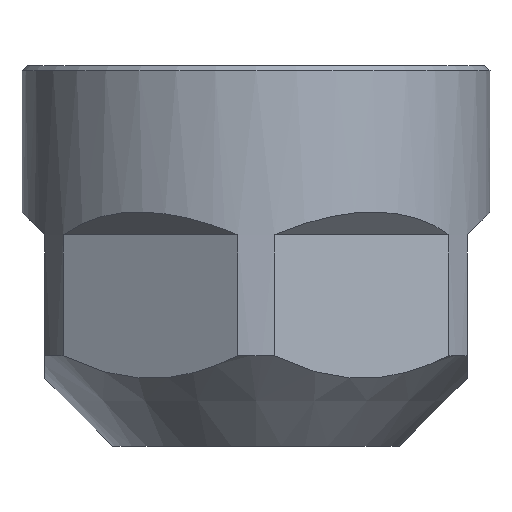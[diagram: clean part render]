
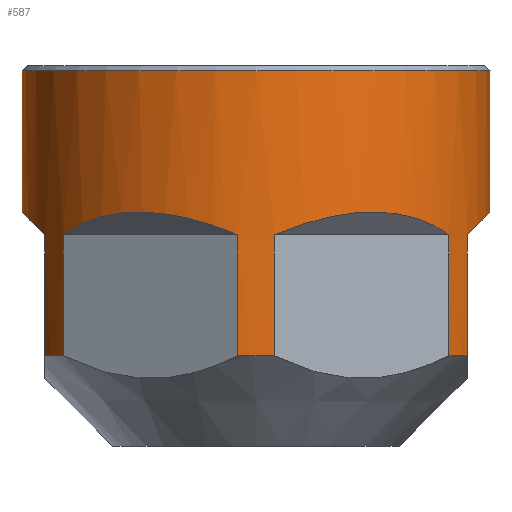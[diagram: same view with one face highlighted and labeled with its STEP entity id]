
A CAD part, left-side view. The second image highlights one B-rep face of the part: STEP entity #587.
In plain terms, the highlighted cylindrical face has radius 13.85 mm (diameter 27.7 mm), a full revolution.
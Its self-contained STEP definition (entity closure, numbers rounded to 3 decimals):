
#38=CIRCLE('',#632,13.85);
#39=CIRCLE('',#633,13.85);
#40=CIRCLE('',#634,13.85);
#41=CIRCLE('',#635,13.85);
#42=CIRCLE('',#636,13.85);
#43=CIRCLE('',#637,13.85);
#44=CIRCLE('',#642,13.85);
#49=CYLINDRICAL_SURFACE('',#643,13.85);
#50=ELLIPSE('',#595,19.587,13.85);
#51=ELLIPSE('',#598,19.587,13.85);
#52=ELLIPSE('',#601,19.587,13.85);
#53=ELLIPSE('',#604,19.587,13.85);
#54=ELLIPSE('',#607,19.587,13.85);
#55=ELLIPSE('',#640,19.587,13.85);
#135=ORIENTED_EDGE('',*,*,#207,.T.);
#136=ORIENTED_EDGE('',*,*,#205,.F.);
#137=ORIENTED_EDGE('',*,*,#197,.T.);
#138=ORIENTED_EDGE('',*,*,#160,.T.);
#139=ORIENTED_EDGE('',*,*,#164,.T.);
#140=ORIENTED_EDGE('',*,*,#162,.F.);
#141=ORIENTED_EDGE('',*,*,#203,.T.);
#142=ORIENTED_EDGE('',*,*,#165,.T.);
#143=ORIENTED_EDGE('',*,*,#169,.T.);
#144=ORIENTED_EDGE('',*,*,#167,.F.);
#145=ORIENTED_EDGE('',*,*,#202,.T.);
#146=ORIENTED_EDGE('',*,*,#170,.T.);
#147=ORIENTED_EDGE('',*,*,#174,.T.);
#148=ORIENTED_EDGE('',*,*,#172,.F.);
#149=ORIENTED_EDGE('',*,*,#201,.T.);
#150=ORIENTED_EDGE('',*,*,#175,.T.);
#151=ORIENTED_EDGE('',*,*,#179,.T.);
#152=ORIENTED_EDGE('',*,*,#177,.F.);
#153=ORIENTED_EDGE('',*,*,#200,.T.);
#154=ORIENTED_EDGE('',*,*,#180,.T.);
#155=ORIENTED_EDGE('',*,*,#184,.T.);
#156=ORIENTED_EDGE('',*,*,#182,.F.);
#157=ORIENTED_EDGE('',*,*,#199,.T.);
#158=ORIENTED_EDGE('',*,*,#204,.T.);
#159=ORIENTED_EDGE('',*,*,#208,.F.);
#160=EDGE_CURVE('',#209,#210,#246,.T.);
#162=EDGE_CURVE('',#211,#212,#247,.T.);
#164=EDGE_CURVE('',#210,#212,#50,.T.);
#165=EDGE_CURVE('',#213,#214,#249,.T.);
#167=EDGE_CURVE('',#215,#216,#250,.T.);
#169=EDGE_CURVE('',#214,#216,#51,.T.);
#170=EDGE_CURVE('',#217,#218,#252,.T.);
#172=EDGE_CURVE('',#219,#220,#253,.T.);
#174=EDGE_CURVE('',#218,#220,#52,.T.);
#175=EDGE_CURVE('',#221,#222,#255,.T.);
#177=EDGE_CURVE('',#223,#224,#256,.T.);
#179=EDGE_CURVE('',#222,#224,#53,.T.);
#180=EDGE_CURVE('',#225,#226,#258,.T.);
#182=EDGE_CURVE('',#227,#228,#259,.T.);
#184=EDGE_CURVE('',#226,#228,#54,.T.);
#197=EDGE_CURVE('',#241,#209,#38,.T.);
#199=EDGE_CURVE('',#227,#242,#39,.T.);
#200=EDGE_CURVE('',#223,#225,#40,.T.);
#201=EDGE_CURVE('',#219,#221,#41,.T.);
#202=EDGE_CURVE('',#215,#217,#42,.T.);
#203=EDGE_CURVE('',#211,#213,#43,.T.);
#204=EDGE_CURVE('',#242,#243,#261,.T.);
#205=EDGE_CURVE('',#241,#244,#262,.T.);
#207=EDGE_CURVE('',#243,#244,#55,.T.);
#208=EDGE_CURVE('',#245,#245,#44,.T.);
#209=VERTEX_POINT('',#769);
#210=VERTEX_POINT('',#770);
#211=VERTEX_POINT('',#778);
#212=VERTEX_POINT('',#780);
#213=VERTEX_POINT('',#786);
#214=VERTEX_POINT('',#787);
#215=VERTEX_POINT('',#795);
#216=VERTEX_POINT('',#797);
#217=VERTEX_POINT('',#803);
#218=VERTEX_POINT('',#804);
#219=VERTEX_POINT('',#812);
#220=VERTEX_POINT('',#814);
#221=VERTEX_POINT('',#820);
#222=VERTEX_POINT('',#821);
#223=VERTEX_POINT('',#829);
#224=VERTEX_POINT('',#831);
#225=VERTEX_POINT('',#837);
#226=VERTEX_POINT('',#838);
#227=VERTEX_POINT('',#846);
#228=VERTEX_POINT('',#848);
#241=VERTEX_POINT('',#889);
#242=VERTEX_POINT('',#897);
#243=VERTEX_POINT('',#905);
#244=VERTEX_POINT('',#907);
#245=VERTEX_POINT('',#913);
#246=LINE('',#768,#264);
#247=LINE('',#779,#265);
#249=LINE('',#785,#267);
#250=LINE('',#796,#268);
#252=LINE('',#802,#270);
#253=LINE('',#813,#271);
#255=LINE('',#819,#273);
#256=LINE('',#830,#274);
#258=LINE('',#836,#276);
#259=LINE('',#847,#277);
#261=LINE('',#904,#279);
#262=LINE('',#906,#280);
#264=VECTOR('',#648,1000.);
#265=VECTOR('',#649,1000.);
#267=VECTOR('',#657,1000.);
#268=VECTOR('',#658,1000.);
#270=VECTOR('',#666,1000.);
#271=VECTOR('',#667,1000.);
#273=VECTOR('',#675,1000.);
#274=VECTOR('',#676,1000.);
#276=VECTOR('',#684,1000.);
#277=VECTOR('',#685,1000.);
#279=VECTOR('',#753,1000.);
#280=VECTOR('',#754,1000.);
#320=EDGE_LOOP('',(#135,#136,#137,#138,#139,#140,#141,#142,#143,#144,#145,
#146,#147,#148,#149,#150,#151,#152,#153,#154,#155,#156,#157,#158));
#321=EDGE_LOOP('',(#159));
#360=FACE_BOUND('',#320,.T.);
#361=FACE_BOUND('',#321,.T.);
#587=ADVANCED_FACE('',(#360,#361),#49,.T.);
#595=AXIS2_PLACEMENT_3D('',#783,#653,#654);
#598=AXIS2_PLACEMENT_3D('',#800,#662,#663);
#601=AXIS2_PLACEMENT_3D('',#817,#671,#672);
#604=AXIS2_PLACEMENT_3D('',#834,#680,#681);
#607=AXIS2_PLACEMENT_3D('',#851,#689,#690);
#632=AXIS2_PLACEMENT_3D('',#888,#739,#740);
#633=AXIS2_PLACEMENT_3D('',#898,#741,#742);
#634=AXIS2_PLACEMENT_3D('',#899,#743,#744);
#635=AXIS2_PLACEMENT_3D('',#900,#745,#746);
#636=AXIS2_PLACEMENT_3D('',#901,#747,#748);
#637=AXIS2_PLACEMENT_3D('',#902,#749,#750);
#640=AXIS2_PLACEMENT_3D('',#910,#758,#759);
#642=AXIS2_PLACEMENT_3D('',#912,#762,#763);
#643=AXIS2_PLACEMENT_3D('',#914,#764,#765);
#648=DIRECTION('',(0.,0.,1.));
#649=DIRECTION('',(0.,0.,1.));
#653=DIRECTION('',(0.612,0.354,0.707));
#654=DIRECTION('',(-0.612,-0.354,0.707));
#657=DIRECTION('',(0.,0.,1.));
#658=DIRECTION('',(0.,0.,1.));
#662=DIRECTION('',(0.,0.707,0.707));
#663=DIRECTION('',(0.,-0.707,0.707));
#666=DIRECTION('',(0.,0.,1.));
#667=DIRECTION('',(0.,0.,1.));
#671=DIRECTION('',(-0.612,0.354,0.707));
#672=DIRECTION('',(0.612,-0.354,0.707));
#675=DIRECTION('',(0.,0.,1.));
#676=DIRECTION('',(0.,0.,1.));
#680=DIRECTION('',(-0.612,-0.354,0.707));
#681=DIRECTION('',(0.612,0.354,0.707));
#684=DIRECTION('',(0.,0.,1.));
#685=DIRECTION('',(0.,0.,1.));
#689=DIRECTION('',(0.,-0.707,0.707));
#690=DIRECTION('',(0.,0.707,0.707));
#739=DIRECTION('',(0.,0.,1.));
#740=DIRECTION('',(1.,0.,0.));
#741=DIRECTION('',(0.,0.,1.));
#742=DIRECTION('',(1.,0.,0.));
#743=DIRECTION('',(0.,0.,1.));
#744=DIRECTION('',(1.,0.,0.));
#745=DIRECTION('',(0.,0.,1.));
#746=DIRECTION('',(1.,0.,0.));
#747=DIRECTION('',(0.,0.,1.));
#748=DIRECTION('',(1.,0.,0.));
#749=DIRECTION('',(0.,0.,1.));
#750=DIRECTION('',(1.,0.,0.));
#753=DIRECTION('',(0.,0.,1.));
#754=DIRECTION('',(0.,0.,1.));
#758=DIRECTION('',(0.612,-0.354,0.707));
#759=DIRECTION('',(-0.612,0.354,0.707));
#762=DIRECTION('',(0.,0.,1.));
#763=DIRECTION('',(1.,0.,0.));
#764=DIRECTION('',(0.,0.,-1.));
#765=DIRECTION('',(1.,0.,0.));
#768=CARTESIAN_POINT('',(-13.807,-1.085,60.));
#769=CARTESIAN_POINT('',(-13.807,-1.085,5.35));
#770=CARTESIAN_POINT('',(-13.807,-1.085,12.5));
#778=CARTESIAN_POINT('',(-7.843,-11.415,5.35));
#779=CARTESIAN_POINT('',(-7.843,-11.415,60.));
#780=CARTESIAN_POINT('',(-7.843,-11.415,12.5));
#783=CARTESIAN_POINT('',(0.,0.,0.));
#785=CARTESIAN_POINT('',(-5.964,-12.5,60.));
#786=CARTESIAN_POINT('',(-5.964,-12.5,5.35));
#787=CARTESIAN_POINT('',(-5.964,-12.5,12.5));
#795=CARTESIAN_POINT('',(5.964,-12.5,5.35));
#796=CARTESIAN_POINT('',(5.964,-12.5,60.));
#797=CARTESIAN_POINT('',(5.964,-12.5,12.5));
#800=CARTESIAN_POINT('',(0.,0.,0.));
#802=CARTESIAN_POINT('',(7.843,-11.415,60.));
#803=CARTESIAN_POINT('',(7.843,-11.415,5.35));
#804=CARTESIAN_POINT('',(7.843,-11.415,12.5));
#812=CARTESIAN_POINT('',(13.807,-1.085,5.35));
#813=CARTESIAN_POINT('',(13.807,-1.085,60.));
#814=CARTESIAN_POINT('',(13.807,-1.085,12.5));
#817=CARTESIAN_POINT('',(0.,0.,0.));
#819=CARTESIAN_POINT('',(13.807,1.085,60.));
#820=CARTESIAN_POINT('',(13.807,1.085,5.35));
#821=CARTESIAN_POINT('',(13.807,1.085,12.5));
#829=CARTESIAN_POINT('',(7.843,11.415,5.35));
#830=CARTESIAN_POINT('',(7.843,11.415,60.));
#831=CARTESIAN_POINT('',(7.843,11.415,12.5));
#834=CARTESIAN_POINT('',(0.,0.,0.));
#836=CARTESIAN_POINT('',(5.964,12.5,60.));
#837=CARTESIAN_POINT('',(5.964,12.5,5.35));
#838=CARTESIAN_POINT('',(5.964,12.5,12.5));
#846=CARTESIAN_POINT('',(-5.964,12.5,5.35));
#847=CARTESIAN_POINT('',(-5.964,12.5,60.));
#848=CARTESIAN_POINT('',(-5.964,12.5,12.5));
#851=CARTESIAN_POINT('',(0.,0.,0.));
#888=CARTESIAN_POINT('',(0.,0.,5.35));
#889=CARTESIAN_POINT('',(-13.807,1.085,5.35));
#897=CARTESIAN_POINT('',(-7.843,11.415,5.35));
#898=CARTESIAN_POINT('',(0.,0.,5.35));
#899=CARTESIAN_POINT('',(0.,0.,5.35));
#900=CARTESIAN_POINT('',(0.,0.,5.35));
#901=CARTESIAN_POINT('',(0.,0.,5.35));
#902=CARTESIAN_POINT('',(0.,0.,5.35));
#904=CARTESIAN_POINT('',(-7.843,11.415,60.));
#905=CARTESIAN_POINT('',(-7.843,11.415,12.5));
#906=CARTESIAN_POINT('',(-13.807,1.085,60.));
#907=CARTESIAN_POINT('',(-13.807,1.085,12.5));
#910=CARTESIAN_POINT('',(0.,0.,0.));
#912=CARTESIAN_POINT('',(0.,0.,22.2));
#913=CARTESIAN_POINT('',(13.85,0.,22.2));
#914=CARTESIAN_POINT('',(0.,0.,60.));
